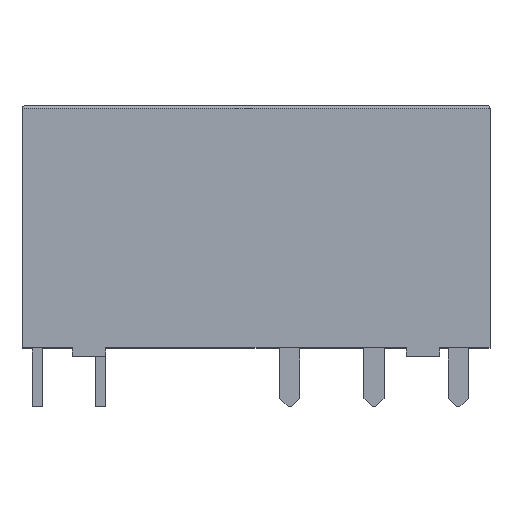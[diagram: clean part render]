
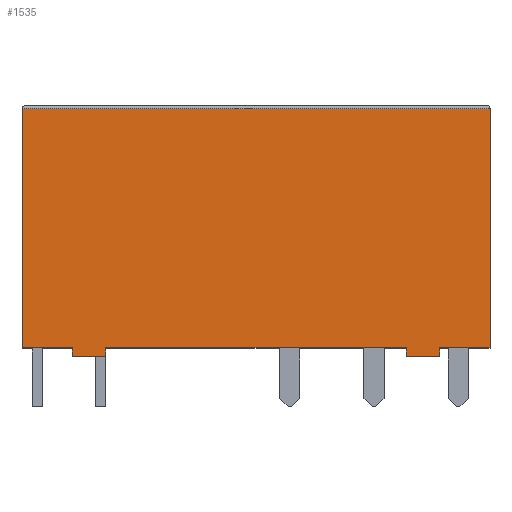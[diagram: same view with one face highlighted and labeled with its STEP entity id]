
A CAD part, top view. The second image highlights one B-rep face of the part: STEP entity #1535.
In plain terms, the highlighted planar face has unit normal (0, 0, 1).
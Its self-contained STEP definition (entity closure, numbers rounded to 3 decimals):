
#23 = CARTESIAN_POINT ( 'NONE',  ( 23., -0.5, 0. ) ) ;
#30 = DIRECTION ( 'NONE',  ( 0., 1., 0. ) ) ;
#32 = DIRECTION ( 'NONE',  ( -1., 0., 0. ) ) ;
#49 = ORIENTED_EDGE ( 'NONE', *, *, #1913, .T. ) ;
#89 = DIRECTION ( 'NONE',  ( 0., 1., 0. ) ) ;
#115 = CARTESIAN_POINT ( 'NONE',  ( 5., 0., 0. ) ) ;
#126 = EDGE_CURVE ( 'NONE', #372, #311, #801, .T. ) ;
#141 = VERTEX_POINT ( 'NONE', #475 ) ;
#155 = EDGE_CURVE ( 'NONE', #514, #372, #1912, .T. ) ;
#158 = EDGE_CURVE ( 'NONE', #487, #416, #829, .T. ) ;
#180 = VECTOR ( 'NONE', #1478, 1000. ) ;
#193 = VERTEX_POINT ( 'NONE', #115 ) ;
#268 = CARTESIAN_POINT ( 'NONE',  ( 23., -0.5, 0. ) ) ;
#311 = VERTEX_POINT ( 'NONE', #2108 ) ;
#359 = CARTESIAN_POINT ( 'NONE',  ( 25., -0.5, 0. ) ) ;
#370 = LINE ( 'NONE', #1109, #1901 ) ;
#372 = VERTEX_POINT ( 'NONE', #1623 ) ;
#374 = FACE_OUTER_BOUND ( 'NONE', #1925, .T. ) ;
#395 = VECTOR ( 'NONE', #30, 1000. ) ;
#400 = VECTOR ( 'NONE', #1869, 1000. ) ;
#401 = EDGE_CURVE ( 'NONE', #311, #1163, #1560, .T. ) ;
#411 = LINE ( 'NONE', #1203, #2124 ) ;
#416 = VERTEX_POINT ( 'NONE', #1324 ) ;
#475 = CARTESIAN_POINT ( 'NONE',  ( 5., -0.5, 0. ) ) ;
#477 = CARTESIAN_POINT ( 'NONE',  ( 3., -0.5, 0. ) ) ;
#487 = VERTEX_POINT ( 'NONE', #477 ) ;
#514 = VERTEX_POINT ( 'NONE', #1835 ) ;
#598 = DIRECTION ( 'NONE',  ( 0., 0., 1. ) ) ;
#618 = EDGE_CURVE ( 'NONE', #141, #487, #1635, .T. ) ;
#627 = ORIENTED_EDGE ( 'NONE', *, *, #401, .T. ) ;
#655 = DIRECTION ( 'NONE',  ( 0., 1., 0. ) ) ;
#665 = EDGE_CURVE ( 'NONE', #2072, #1523, #1539, .T. ) ;
#674 = CARTESIAN_POINT ( 'NONE',  ( 23., 0., 0. ) ) ;
#687 = VECTOR ( 'NONE', #2157, 1000. ) ;
#707 = CARTESIAN_POINT ( 'NONE',  ( 0., 0., 0. ) ) ;
#759 = EDGE_CURVE ( 'NONE', #1523, #1002, #370, .T. ) ;
#774 = VECTOR ( 'NONE', #1138, 1000. ) ;
#796 = ORIENTED_EDGE ( 'NONE', *, *, #618, .F. ) ;
#801 = LINE ( 'NONE', #1953, #180 ) ;
#829 = LINE ( 'NONE', #1793, #1786 ) ;
#857 = EDGE_CURVE ( 'NONE', #141, #193, #1187, .T. ) ;
#863 = DIRECTION ( 'NONE',  ( 1., 0., 0. ) ) ;
#899 = EDGE_CURVE ( 'NONE', #1163, #416, #1292, .T. ) ;
#906 = CARTESIAN_POINT ( 'NONE',  ( 0., 0., 0. ) ) ;
#1002 = VERTEX_POINT ( 'NONE', #674 ) ;
#1085 = EDGE_CURVE ( 'NONE', #2040, #514, #411, .T. ) ;
#1109 = CARTESIAN_POINT ( 'NONE',  ( 23., -0.5, 0. ) ) ;
#1138 = DIRECTION ( 'NONE',  ( 0., 1., 0. ) ) ;
#1154 = CARTESIAN_POINT ( 'NONE',  ( 0., 14.5, 0. ) ) ;
#1162 = ORIENTED_EDGE ( 'NONE', *, *, #1881, .T. ) ;
#1163 = VERTEX_POINT ( 'NONE', #906 ) ;
#1168 = VECTOR ( 'NONE', #863, 1000. ) ;
#1176 = LINE ( 'NONE', #707, #1920 ) ;
#1187 = LINE ( 'NONE', #1969, #1501 ) ;
#1191 = DIRECTION ( 'NONE',  ( 1., 0., 0. ) ) ;
#1197 = CARTESIAN_POINT ( 'NONE',  ( 3., -0.5, 0. ) ) ;
#1203 = CARTESIAN_POINT ( 'NONE',  ( 0., 0., 0. ) ) ;
#1205 = VECTOR ( 'NONE', #32, 1000. ) ;
#1225 = LINE ( 'NONE', #2012, #395 ) ;
#1292 = LINE ( 'NONE', #1677, #1168 ) ;
#1324 = CARTESIAN_POINT ( 'NONE',  ( 3., 0., 0. ) ) ;
#1368 = ORIENTED_EDGE ( 'NONE', *, *, #1085, .T. ) ;
#1461 = ORIENTED_EDGE ( 'NONE', *, *, #665, .F. ) ;
#1478 = DIRECTION ( 'NONE',  ( -1., 0., 0. ) ) ;
#1501 = VECTOR ( 'NONE', #2131, 1000. ) ;
#1519 = ORIENTED_EDGE ( 'NONE', *, *, #158, .F. ) ;
#1523 = VERTEX_POINT ( 'NONE', #268 ) ;
#1535 = ADVANCED_FACE ( 'NONE', ( #374 ), #1596, .T. ) ;
#1539 = LINE ( 'NONE', #23, #1205 ) ;
#1560 = LINE ( 'NONE', #1154, #687 ) ;
#1596 = PLANE ( 'NONE',  #1882 ) ;
#1623 = CARTESIAN_POINT ( 'NONE',  ( 28., 14.3, 0. ) ) ;
#1635 = LINE ( 'NONE', #1197, #400 ) ;
#1677 = CARTESIAN_POINT ( 'NONE',  ( 0., 0., 0. ) ) ;
#1767 = DIRECTION ( 'NONE',  ( 1., 0., 0. ) ) ;
#1783 = CARTESIAN_POINT ( 'NONE',  ( 0., 0., 0. ) ) ;
#1786 = VECTOR ( 'NONE', #655, 1000. ) ;
#1793 = CARTESIAN_POINT ( 'NONE',  ( 3., -0.5, 0. ) ) ;
#1800 = CARTESIAN_POINT ( 'NONE',  ( 25., 0., 0. ) ) ;
#1835 = CARTESIAN_POINT ( 'NONE',  ( 28., 0., 0. ) ) ;
#1855 = DIRECTION ( 'NONE',  ( 1., 0., 0. ) ) ;
#1869 = DIRECTION ( 'NONE',  ( -1., 0., 0. ) ) ;
#1881 = EDGE_CURVE ( 'NONE', #193, #1002, #1176, .T. ) ;
#1882 = AXIS2_PLACEMENT_3D ( 'NONE', #1783, #598, #1767 ) ;
#1901 = VECTOR ( 'NONE', #89, 1000. ) ;
#1912 = LINE ( 'NONE', #1964, #774 ) ;
#1913 = EDGE_CURVE ( 'NONE', #2072, #2040, #1225, .T. ) ;
#1920 = VECTOR ( 'NONE', #1191, 1000. ) ;
#1925 = EDGE_LOOP ( 'NONE', ( #1965, #2141, #627, #2043, #1519, #796, #2123, #1162, #2071, #1461, #49, #1368 ) ) ;
#1953 = CARTESIAN_POINT ( 'NONE',  ( 0., 14.3, 0. ) ) ;
#1964 = CARTESIAN_POINT ( 'NONE',  ( 28., 0., 0. ) ) ;
#1965 = ORIENTED_EDGE ( 'NONE', *, *, #155, .T. ) ;
#1969 = CARTESIAN_POINT ( 'NONE',  ( 5., -0.5, 0. ) ) ;
#2012 = CARTESIAN_POINT ( 'NONE',  ( 25., -0.5, 0. ) ) ;
#2040 = VERTEX_POINT ( 'NONE', #1800 ) ;
#2043 = ORIENTED_EDGE ( 'NONE', *, *, #899, .T. ) ;
#2071 = ORIENTED_EDGE ( 'NONE', *, *, #759, .F. ) ;
#2072 = VERTEX_POINT ( 'NONE', #359 ) ;
#2108 = CARTESIAN_POINT ( 'NONE',  ( 0., 14.3, 0. ) ) ;
#2123 = ORIENTED_EDGE ( 'NONE', *, *, #857, .T. ) ;
#2124 = VECTOR ( 'NONE', #1855, 1000. ) ;
#2131 = DIRECTION ( 'NONE',  ( 0., 1., 0. ) ) ;
#2141 = ORIENTED_EDGE ( 'NONE', *, *, #126, .T. ) ;
#2157 = DIRECTION ( 'NONE',  ( 0., -1., 0. ) ) ;
